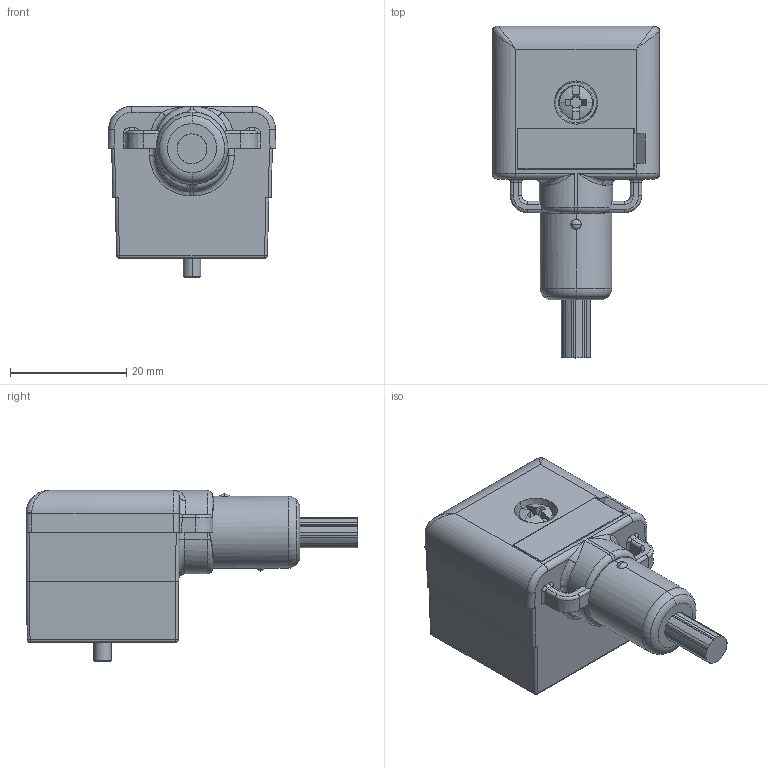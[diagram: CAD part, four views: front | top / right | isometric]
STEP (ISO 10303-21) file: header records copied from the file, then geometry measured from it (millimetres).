
FILE_DESCRIPTION((''),'2;1');
FILE_NAME('DM_CAD-2169','2015-09-14T',('Creinig-se'),(''),'PRO/ENGINEER BY PARAMETRIC TECHNOLOGY CORPORATION, 2013050','PRO/ENGINEER BY PARAMETRIC TECHNOLOGY CORPORATION, 2013050','');
FILE_SCHEMA(('CONFIG_CONTROL_DESIGN'));
Products named in the file (1): DM_CAD-2169
Bounding box: 28.9 x 57.19 x 29.5 mm (x, y, z)
Volume: 18843.8 mm3; surface area: 14840.1 mm2
Topology: 1 solids, 1 shells, 1750 faces, 5259 edges, 3407 vertices
Faces by surface type: plane 945, cylinder 568, cone 71, bspline 65, sphere 52, extrusion 26, torus 23
Entity records: 88656 total; most frequent: CARTESIAN_POINT 21747, ORIENTED_EDGE 10416, DIRECTION 8484, PRESENTATION_STYLE_ASSIGNMENT 5760, STYLED_ITEM 5235, CURVE_STYLE 5234, EDGE_CURVE 5208, VERTEX_POINT 3407
